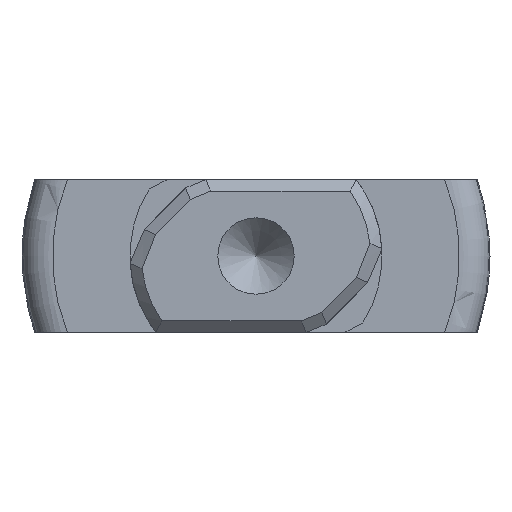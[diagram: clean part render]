
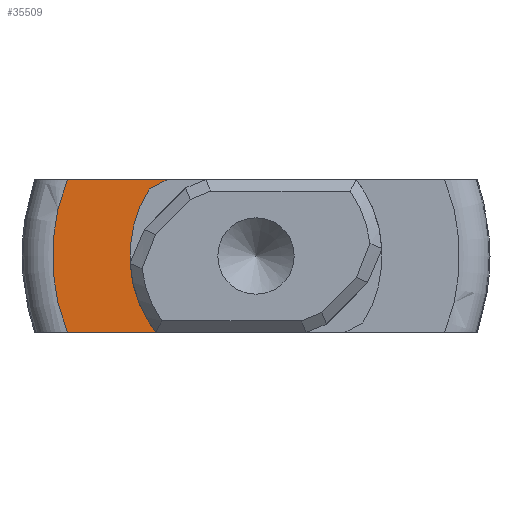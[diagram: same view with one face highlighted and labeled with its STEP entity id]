
A CAD part, left-side view. The second image highlights one B-rep face of the part: STEP entity #35509.
In plain terms, the highlighted planar face has unit normal (-1, 0, 0).
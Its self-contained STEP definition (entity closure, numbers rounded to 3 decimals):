
#722 = PLANE('',#723);
#723 = AXIS2_PLACEMENT_3D('',#724,#725,#726);
#724 = CARTESIAN_POINT('',(-6.25,-6.25,2.));
#725 = DIRECTION('',(0.,0.,1.));
#726 = DIRECTION('',(0.,1.,0.));
#14227 = VERTEX_POINT('',#14228);
#14228 = CARTESIAN_POINT('',(0.,4.94,2.));
#14262 = TOROIDAL_SURFACE('',#14263,5.329,0.8);
#14263 = AXIS2_PLACEMENT_3D('',#14264,#14265,#14266);
#14264 = CARTESIAN_POINT('',(0.8,0.,0.));
#14265 = DIRECTION('',(1.,0.,0.));
#14266 = DIRECTION('',(0.,0.,-1.));
#14296 = EDGE_CURVE('',#14227,#14297,#14299,.T.);
#14297 = VERTEX_POINT('',#14298);
#14298 = CARTESIAN_POINT('',(0.,2.327,2.));
#14299 = SURFACE_CURVE('',#14300,(#14304,#14311),.PCURVE_S1.);
#14300 = LINE('',#14301,#14302);
#14301 = CARTESIAN_POINT('',(0.,5.79,2.));
#14302 = VECTOR('',#14303,1.);
#14303 = DIRECTION('',(0.,-1.,0.));
#14304 = PCURVE('',#722,#14305);
#14305 = DEFINITIONAL_REPRESENTATION('',(#14306),#14310);
#14306 = LINE('',#14307,#14308);
#14307 = CARTESIAN_POINT('',(12.04,-6.25));
#14308 = VECTOR('',#14309,1.);
#14309 = DIRECTION('',(-1.,-0.));
#14310 = ( GEOMETRIC_REPRESENTATION_CONTEXT(2) 
PARAMETRIC_REPRESENTATION_CONTEXT() REPRESENTATION_CONTEXT('2D SPACE',''
  ) );
#14311 = PCURVE('',#14312,#14317);
#14312 = PLANE('',#14313);
#14313 = AXIS2_PLACEMENT_3D('',#14314,#14315,#14316);
#14314 = CARTESIAN_POINT('',(0.,5.329,
    0.));
#14315 = DIRECTION('',(-1.,0.,0.));
#14316 = DIRECTION('',(0.,0.,1.));
#14317 = DEFINITIONAL_REPRESENTATION('',(#14318),#14322);
#14318 = LINE('',#14319,#14320);
#14319 = CARTESIAN_POINT('',(2.,0.46));
#14320 = VECTOR('',#14321,1.);
#14321 = DIRECTION('',(0.,-1.));
#14322 = ( GEOMETRIC_REPRESENTATION_CONTEXT(2) 
PARAMETRIC_REPRESENTATION_CONTEXT() REPRESENTATION_CONTEXT('2D SPACE',''
  ) );
#14340 = PLANE('',#14341);
#14341 = AXIS2_PLACEMENT_3D('',#14342,#14343,#14344);
#14342 = CARTESIAN_POINT('',(-47.688,2.561,1.878));
#14343 = DIRECTION('',(0.,0.464,0.886)
  );
#14344 = DIRECTION('',(1.,0.,0.));
#31701 = PLANE('',#31702);
#31702 = AXIS2_PLACEMENT_3D('',#31703,#31704,#31705);
#31703 = CARTESIAN_POINT('',(-6.25,6.25,-2.));
#31704 = DIRECTION('',(0.,0.,-1.));
#31705 = DIRECTION('',(0.,-1.,0.));
#33790 = PLANE('',#33791);
#33791 = AXIS2_PLACEMENT_3D('',#33792,#33793,#33794);
#33792 = CARTESIAN_POINT('',(-47.688,2.561,-1.878));
#33793 = DIRECTION('',(0.,0.464,-0.886
    ));
#33794 = DIRECTION('',(-1.,0.,0.));
#33810 = VERTEX_POINT('',#33811);
#33811 = CARTESIAN_POINT('',(0.,2.795,
    -1.755));
#33825 = CYLINDRICAL_SURFACE('',#33826,3.3);
#33826 = AXIS2_PLACEMENT_3D('',#33827,#33828,#33829);
#33827 = CARTESIAN_POINT('',(-47.688,0.,
    0.));
#33828 = DIRECTION('',(1.,0.,0.));
#33829 = DIRECTION('',(0.,1.,0.));
#33837 = EDGE_CURVE('',#33838,#33810,#33840,.T.);
#33838 = VERTEX_POINT('',#33839);
#33839 = CARTESIAN_POINT('',(0.,2.327,-2.));
#33840 = SURFACE_CURVE('',#33841,(#33845,#33852),.PCURVE_S1.);
#33841 = LINE('',#33842,#33843);
#33842 = CARTESIAN_POINT('',(0.,4.033,-1.107));
#33843 = VECTOR('',#33844,1.);
#33844 = DIRECTION('',(0.,0.886,0.464)
  );
#33845 = PCURVE('',#33790,#33846);
#33846 = DEFINITIONAL_REPRESENTATION('',(#33847),#33851);
#33847 = LINE('',#33848,#33849);
#33848 = CARTESIAN_POINT('',(-47.688,1.662));
#33849 = VECTOR('',#33850,1.);
#33850 = DIRECTION('',(0.,1.));
#33851 = ( GEOMETRIC_REPRESENTATION_CONTEXT(2) 
PARAMETRIC_REPRESENTATION_CONTEXT() REPRESENTATION_CONTEXT('2D SPACE',''
  ) );
#33852 = PCURVE('',#14312,#33853);
#33853 = DEFINITIONAL_REPRESENTATION('',(#33854),#33858);
#33854 = LINE('',#33855,#33856);
#33855 = CARTESIAN_POINT('',(-1.107,-1.296));
#33856 = VECTOR('',#33857,1.);
#33857 = DIRECTION('',(0.464,0.886));
#33858 = ( GEOMETRIC_REPRESENTATION_CONTEXT(2) 
PARAMETRIC_REPRESENTATION_CONTEXT() REPRESENTATION_CONTEXT('2D SPACE',''
  ) );
#34346 = EDGE_CURVE('',#33838,#34347,#34349,.T.);
#34347 = VERTEX_POINT('',#34348);
#34348 = CARTESIAN_POINT('',(0.,4.94,-2.));
#34349 = SURFACE_CURVE('',#34350,(#34354,#34361),.PCURVE_S1.);
#34350 = LINE('',#34351,#34352);
#34351 = CARTESIAN_POINT('',(0.,-0.46,-2.));
#34352 = VECTOR('',#34353,1.);
#34353 = DIRECTION('',(0.,1.,0.));
#34354 = PCURVE('',#31701,#34355);
#34355 = DEFINITIONAL_REPRESENTATION('',(#34356),#34360);
#34356 = LINE('',#34357,#34358);
#34357 = CARTESIAN_POINT('',(6.71,-6.25));
#34358 = VECTOR('',#34359,1.);
#34359 = DIRECTION('',(-1.,-0.));
#34360 = ( GEOMETRIC_REPRESENTATION_CONTEXT(2) 
PARAMETRIC_REPRESENTATION_CONTEXT() REPRESENTATION_CONTEXT('2D SPACE',''
  ) );
#34361 = PCURVE('',#14312,#34362);
#34362 = DEFINITIONAL_REPRESENTATION('',(#34363),#34367);
#34363 = LINE('',#34364,#34365);
#34364 = CARTESIAN_POINT('',(-2.,-5.79));
#34365 = VECTOR('',#34366,1.);
#34366 = DIRECTION('',(0.,1.));
#34367 = ( GEOMETRIC_REPRESENTATION_CONTEXT(2) 
PARAMETRIC_REPRESENTATION_CONTEXT() REPRESENTATION_CONTEXT('2D SPACE',''
  ) );
#34990 = EDGE_CURVE('',#34991,#14297,#34993,.T.);
#34991 = VERTEX_POINT('',#34992);
#34992 = CARTESIAN_POINT('',(0.,2.795,
    1.755));
#34993 = SURFACE_CURVE('',#34994,(#34998,#35005),.PCURVE_S1.);
#34994 = LINE('',#34995,#34996);
#34995 = CARTESIAN_POINT('',(0.,4.033,1.107));
#34996 = VECTOR('',#34997,1.);
#34997 = DIRECTION('',(0.,-0.886,0.464
    ));
#34998 = PCURVE('',#14340,#34999);
#34999 = DEFINITIONAL_REPRESENTATION('',(#35000),#35004);
#35000 = LINE('',#35001,#35002);
#35001 = CARTESIAN_POINT('',(47.688,1.662));
#35002 = VECTOR('',#35003,1.);
#35003 = DIRECTION('',(0.,-1.));
#35004 = ( GEOMETRIC_REPRESENTATION_CONTEXT(2) 
PARAMETRIC_REPRESENTATION_CONTEXT() REPRESENTATION_CONTEXT('2D SPACE',''
  ) );
#35005 = PCURVE('',#14312,#35006);
#35006 = DEFINITIONAL_REPRESENTATION('',(#35007),#35011);
#35007 = LINE('',#35008,#35009);
#35008 = CARTESIAN_POINT('',(1.107,-1.296));
#35009 = VECTOR('',#35010,1.);
#35010 = DIRECTION('',(0.464,-0.886));
#35011 = ( GEOMETRIC_REPRESENTATION_CONTEXT(2) 
PARAMETRIC_REPRESENTATION_CONTEXT() REPRESENTATION_CONTEXT('2D SPACE',''
  ) );
#35040 = EDGE_CURVE('',#33810,#34991,#35041,.T.);
#35041 = SURFACE_CURVE('',#35042,(#35047,#35054),.PCURVE_S1.);
#35042 = CIRCLE('',#35043,3.3);
#35043 = AXIS2_PLACEMENT_3D('',#35044,#35045,#35046);
#35044 = CARTESIAN_POINT('',(0.,0.,
    0.));
#35045 = DIRECTION('',(1.,0.,0.));
#35046 = DIRECTION('',(0.,0.,1.));
#35047 = PCURVE('',#33825,#35048);
#35048 = DEFINITIONAL_REPRESENTATION('',(#35049),#35053);
#35049 = LINE('',#35050,#35051);
#35050 = CARTESIAN_POINT('',(1.571,47.688));
#35051 = VECTOR('',#35052,1.);
#35052 = DIRECTION('',(1.,0.));
#35053 = ( GEOMETRIC_REPRESENTATION_CONTEXT(2) 
PARAMETRIC_REPRESENTATION_CONTEXT() REPRESENTATION_CONTEXT('2D SPACE',''
  ) );
#35054 = PCURVE('',#14312,#35055);
#35055 = DEFINITIONAL_REPRESENTATION('',(#35056),#35064);
#35056 = ( BOUNDED_CURVE() B_SPLINE_CURVE(2,(#35057,#35058,#35059,#35060
    ,#35061,#35062,#35063),.UNSPECIFIED.,.T.,.F.) 
B_SPLINE_CURVE_WITH_KNOTS((1,2,2,2,2,1),(-2.094,0.,
    2.094,4.189,6.283,8.378),
.UNSPECIFIED.) CURVE() GEOMETRIC_REPRESENTATION_ITEM() 
RATIONAL_B_SPLINE_CURVE((1.,0.5,1.,0.5,1.,0.5,1.)) REPRESENTATION_ITEM(
  '') );
#35057 = CARTESIAN_POINT('',(3.3,-5.329));
#35058 = CARTESIAN_POINT('',(3.3,-11.045));
#35059 = CARTESIAN_POINT('',(-1.65,-8.187));
#35060 = CARTESIAN_POINT('',(-6.6,-5.329));
#35061 = CARTESIAN_POINT('',(-1.65,-2.471));
#35062 = CARTESIAN_POINT('',(3.3,0.387));
#35063 = CARTESIAN_POINT('',(3.3,-5.329));
#35064 = ( GEOMETRIC_REPRESENTATION_CONTEXT(2) 
PARAMETRIC_REPRESENTATION_CONTEXT() REPRESENTATION_CONTEXT('2D SPACE',''
  ) );
#35509 = ADVANCED_FACE('',(#35510),#14312,.T.);
#35510 = FACE_BOUND('',#35511,.T.);
#35511 = EDGE_LOOP('',(#35512,#35513,#35514,#35515,#35541,#35542));
#35512 = ORIENTED_EDGE('',*,*,#35040,.T.);
#35513 = ORIENTED_EDGE('',*,*,#34990,.T.);
#35514 = ORIENTED_EDGE('',*,*,#14296,.F.);
#35515 = ORIENTED_EDGE('',*,*,#35516,.F.);
#35516 = EDGE_CURVE('',#34347,#14227,#35517,.T.);
#35517 = SURFACE_CURVE('',#35518,(#35523,#35534),.PCURVE_S1.);
#35518 = CIRCLE('',#35519,5.329);
#35519 = AXIS2_PLACEMENT_3D('',#35520,#35521,#35522);
#35520 = CARTESIAN_POINT('',(0.,0.,0.)
  );
#35521 = DIRECTION('',(1.,0.,0.));
#35522 = DIRECTION('',(0.,0.,1.));
#35523 = PCURVE('',#14312,#35524);
#35524 = DEFINITIONAL_REPRESENTATION('',(#35525),#35533);
#35525 = ( BOUNDED_CURVE() B_SPLINE_CURVE(2,(#35526,#35527,#35528,#35529
    ,#35530,#35531,#35532),.UNSPECIFIED.,.T.,.F.) 
B_SPLINE_CURVE_WITH_KNOTS((1,2,2,2,2,1),(-2.094,0.,
    2.094,4.189,6.283,8.378),
.UNSPECIFIED.) CURVE() GEOMETRIC_REPRESENTATION_ITEM() 
RATIONAL_B_SPLINE_CURVE((1.,0.5,1.,0.5,1.,0.5,1.)) REPRESENTATION_ITEM(
  '') );
#35526 = CARTESIAN_POINT('',(5.329,-5.329));
#35527 = CARTESIAN_POINT('',(5.329,-14.56));
#35528 = CARTESIAN_POINT('',(-2.665,-9.945));
#35529 = CARTESIAN_POINT('',(-10.659,-5.329));
#35530 = CARTESIAN_POINT('',(-2.665,-0.714));
#35531 = CARTESIAN_POINT('',(5.329,3.901));
#35532 = CARTESIAN_POINT('',(5.329,-5.329));
#35533 = ( GEOMETRIC_REPRESENTATION_CONTEXT(2) 
PARAMETRIC_REPRESENTATION_CONTEXT() REPRESENTATION_CONTEXT('2D SPACE',''
  ) );
#35534 = PCURVE('',#14262,#35535);
#35535 = DEFINITIONAL_REPRESENTATION('',(#35536),#35540);
#35536 = LINE('',#35537,#35538);
#35537 = CARTESIAN_POINT('',(-3.142,4.712));
#35538 = VECTOR('',#35539,1.);
#35539 = DIRECTION('',(1.,0.));
#35540 = ( GEOMETRIC_REPRESENTATION_CONTEXT(2) 
PARAMETRIC_REPRESENTATION_CONTEXT() REPRESENTATION_CONTEXT('2D SPACE',''
  ) );
#35541 = ORIENTED_EDGE('',*,*,#34346,.F.);
#35542 = ORIENTED_EDGE('',*,*,#33837,.T.);
